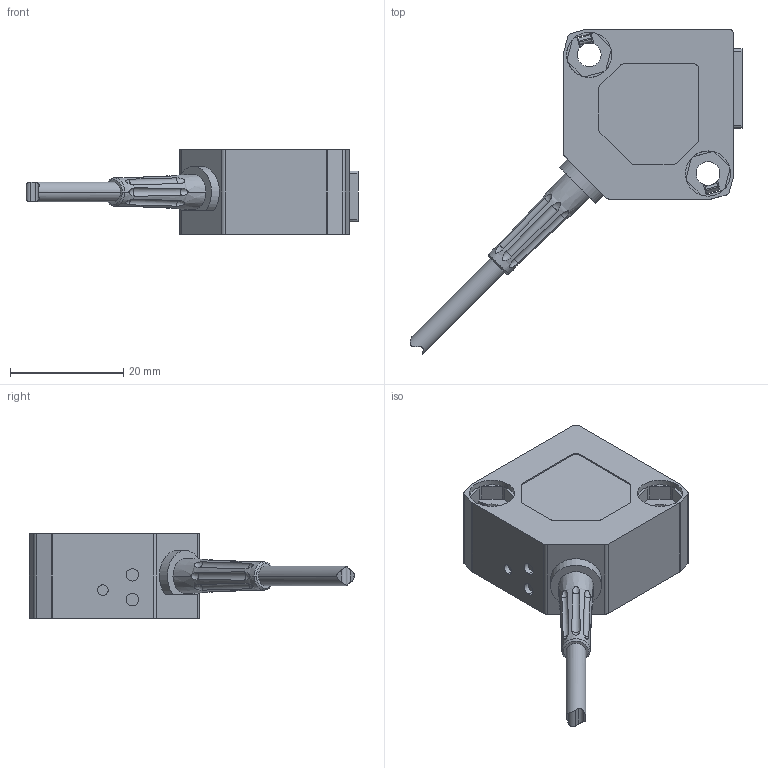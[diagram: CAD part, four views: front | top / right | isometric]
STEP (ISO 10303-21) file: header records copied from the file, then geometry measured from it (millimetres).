
FILE_DESCRIPTION (( 'STEP AP214' ), '1' );
FILE_NAME ('LLK_3031_202.STEP', '2021-04-07T13:09:36', ( '' ), ( '' ), 'SwSTEP 2.0', 'SolidWorks 2021', '' );
FILE_SCHEMA (( 'AUTOMOTIVE_DESIGN' ));
Length unit declared in the file: millimetre
Products named in the file (1): LLK_3031_202
Bounding box: 58.67 x 57.5 x 15 mm (x, y, z)
Volume: 12872.2 mm3; surface area: 4814.6 mm2
Topology: 1 solids, 1 shells, 191 faces, 529 edges, 350 vertices
Faces by surface type: plane 111, cylinder 60, torus 16, cone 4
Entity records: 6528 total; most frequent: CARTESIAN_POINT 1520, ORIENTED_EDGE 1058, DIRECTION 1032, EDGE_CURVE 529, AXIS2_PLACEMENT_3D 364, VERTEX_POINT 350, VECTOR 304, LINE 304
